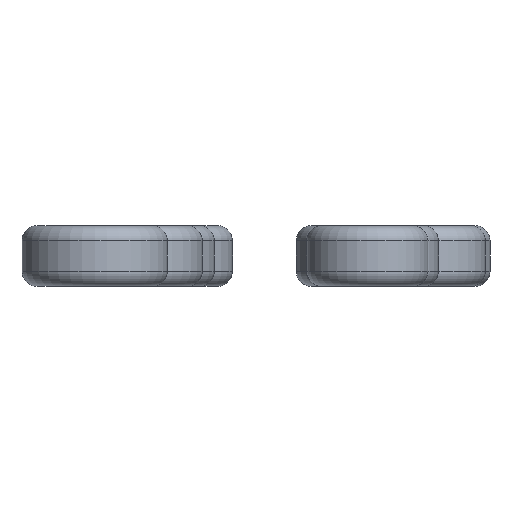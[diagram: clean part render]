
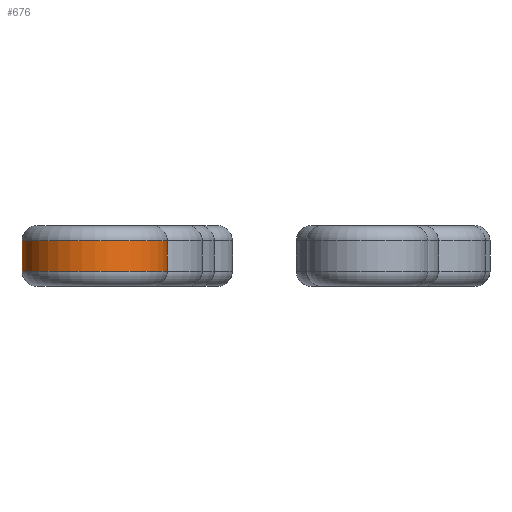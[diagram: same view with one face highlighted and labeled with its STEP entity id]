
A CAD part, front view. The second image highlights one B-rep face of the part: STEP entity #676.
In plain terms, the highlighted cylindrical face has radius 12 mm (diameter 24 mm), a full revolution.
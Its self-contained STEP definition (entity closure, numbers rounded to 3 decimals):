
#88=FACE_OUTER_BOUND('',#129,.T.);
#129=EDGE_LOOP('',(#589,#590,#591,#592,#593));
#154=LINE('',#1270,#174);
#174=VECTOR('',#1055,12.);
#244=CIRCLE('',#806,12.);
#247=CIRCLE('',#810,12.);
#248=CIRCLE('',#811,12.);
#309=VERTEX_POINT('',#1261);
#311=VERTEX_POINT('',#1267);
#312=VERTEX_POINT('',#1268);
#402=EDGE_CURVE('',#309,#309,#244,.T.);
#405=EDGE_CURVE('',#311,#312,#247,.T.);
#406=EDGE_CURVE('',#311,#309,#154,.T.);
#407=EDGE_CURVE('',#312,#311,#248,.T.);
#589=ORIENTED_EDGE('',*,*,#405,.F.);
#590=ORIENTED_EDGE('',*,*,#406,.T.);
#591=ORIENTED_EDGE('',*,*,#402,.F.);
#592=ORIENTED_EDGE('',*,*,#406,.F.);
#593=ORIENTED_EDGE('',*,*,#407,.F.);
#639=CYLINDRICAL_SURFACE('',#809,12.);
#676=ADVANCED_FACE('',(#88),#639,.T.);
#806=AXIS2_PLACEMENT_3D('',#1262,#1045,#1046);
#809=AXIS2_PLACEMENT_3D('',#1266,#1051,#1052);
#810=AXIS2_PLACEMENT_3D('',#1269,#1053,#1054);
#811=AXIS2_PLACEMENT_3D('',#1271,#1056,#1057);
#1045=DIRECTION('center_axis',(0.,0.,-1.));
#1046=DIRECTION('ref_axis',(1.,0.,0.));
#1051=DIRECTION('center_axis',(0.,0.,1.));
#1052=DIRECTION('ref_axis',(1.,0.,0.));
#1053=DIRECTION('center_axis',(0.,0.,1.));
#1054=DIRECTION('ref_axis',(1.,0.,0.));
#1055=DIRECTION('',(0.,0.,-1.));
#1056=DIRECTION('center_axis',(0.,0.,1.));
#1057=DIRECTION('ref_axis',(1.,0.,0.));
#1261=CARTESIAN_POINT('',(-76.,-106.,2.5));
#1262=CARTESIAN_POINT('Origin',(-64.,-106.,2.5));
#1266=CARTESIAN_POINT('Origin',(-64.,-106.,0.));
#1267=CARTESIAN_POINT('',(-76.,-106.,7.5));
#1268=CARTESIAN_POINT('',(-52.,-106.,7.5));
#1269=CARTESIAN_POINT('Origin',(-64.,-106.,7.5));
#1270=CARTESIAN_POINT('',(-76.,-106.,0.));
#1271=CARTESIAN_POINT('Origin',(-64.,-106.,7.5));
